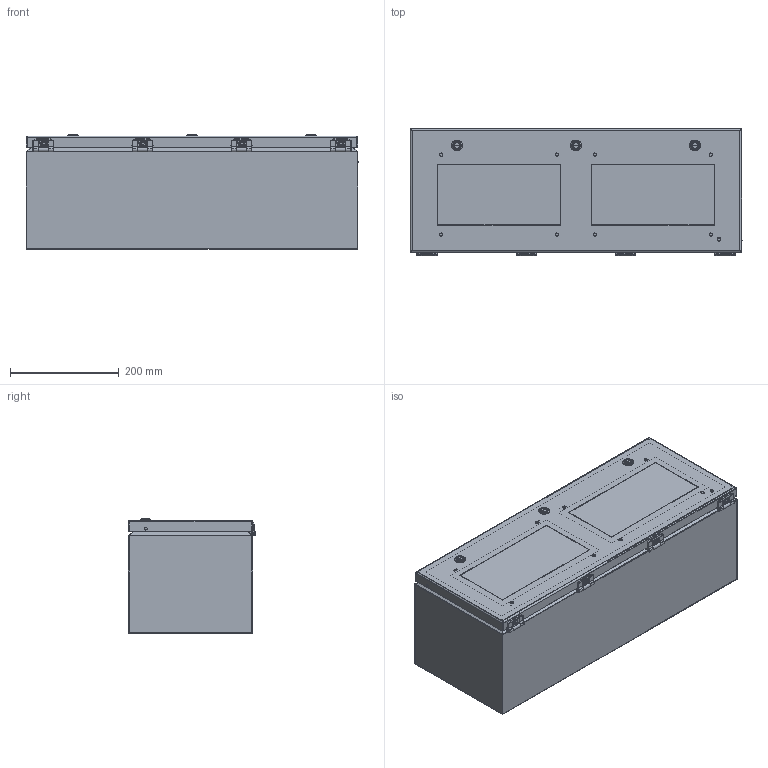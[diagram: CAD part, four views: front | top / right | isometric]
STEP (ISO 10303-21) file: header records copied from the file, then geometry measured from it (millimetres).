
FILE_DESCRIPTION (( 'STEP AP214' ), '1' );
FILE_NAME ('SCE-L9248ELJWSS.STEP', '2022-04-30T17:24:09', ( '' ), ( '' ), 'SwSTEP 2.0', 'SolidWorks 2022', '' );
FILE_SCHEMA (( 'AUTOMOTIVE_DESIGN' ));
Length unit declared in the file: inch
Products named in the file (1): SCE-L9248ELJWSS
Bounding box: 609.7 x 234.18 x 210.72 mm (x, y, z)
Volume: 1627837.1 mm3; surface area: 1682506.2 mm2
Topology: 82 solids, 82 shells, 3039 faces, 7414 edges, 4390 vertices
Faces by surface type: plane 1524, cylinder 797, bspline 615, cone 86, torus 15, sphere 2
Full cylindrical faces by diameter (mm): 3.505 x16, 3.81 x4, 3.962 x12, 4.013 x12, 4.166 x4, 4.42 x4, 4.763 x2, 4.775 x8, 4.826 x9, 4.902 x1, 5.08 x3, 5.385 x8, 5.41 x8, 5.537 x2, 6.058 x3, 6.35 x6, 6.463 x3, 6.502 x2, 6.604 x4, 6.655 x8, 6.756 x4, 6.824 x3, 7.112 x6, 7.167 x3, 7.216 x6, 7.874 x3, 8.28 x3, 8.89 x3, 9.474 x6, 10.922 x3
Entity records: 104936 total; most frequent: CARTESIAN_POINT 40073, ORIENTED_EDGE 13586, DIRECTION 11777, EDGE_CURVE 6793, VERTEX_POINT 4314, AXIS2_PLACEMENT_3D 4105, EDGE_LOOP 3579, LINE 3567
